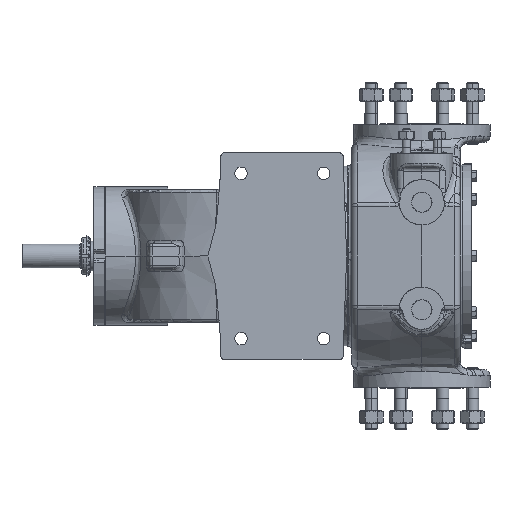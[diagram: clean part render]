
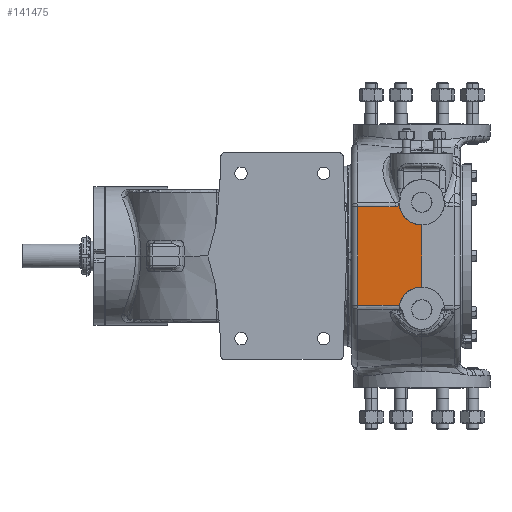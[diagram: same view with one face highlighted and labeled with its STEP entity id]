
A CAD part, front view. The second image highlights one B-rep face of the part: STEP entity #141475.
In plain terms, the highlighted planar face has unit normal (-0.035, -0.999, 0).
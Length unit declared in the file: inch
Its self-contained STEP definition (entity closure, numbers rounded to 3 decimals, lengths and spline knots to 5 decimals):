
#5682 = B_SPLINE_CURVE_WITH_KNOTS ( 'NONE', 3,
 ( #75115, #74438, #107532, #10844 ),
 .UNSPECIFIED., .F., .F.,
 ( 4, 4 ),
 ( 0., 0.05756 ),
 .UNSPECIFIED. ) ;
#9655 = DIRECTION ( 'NONE',  ( 0., 0., -1. ) ) ;
#9759 = ORIENTED_EDGE ( 'NONE', *, *, #125592, .T. ) ;
#9911 = VERTEX_POINT ( 'NONE', #167976 ) ;
#10147 = FACE_OUTER_BOUND ( 'NONE', #172913, .T. ) ;
#10615 = CARTESIAN_POINT ( 'NONE',  ( 3.14305, -6.10103, -2.99414 ) ) ;
#10844 = CARTESIAN_POINT ( 'NONE',  ( 0.61674, -6.01281, 2.9719 ) ) ;
#12635 = CARTESIAN_POINT ( 'NONE',  ( 3.13578, -6.10077, 3.063 ) ) ;
#13353 = CARTESIAN_POINT ( 'NONE',  ( 2.99246, -6.09577, 3.00366 ) ) ;
#15536 = DIRECTION ( 'NONE',  ( 0.035, 0.999, 0. ) ) ;
#20452 = CARTESIAN_POINT ( 'NONE',  ( 3.13518, -6.10075, -2.99401 ) ) ;
#22284 = VERTEX_POINT ( 'NONE', #112287 ) ;
#23300 = CARTESIAN_POINT ( 'NONE',  ( 3.23382, -6.1042, 2.34881 ) ) ;
#25615 =( BOUNDED_CURVE ( )  B_SPLINE_CURVE ( 3, ( #27084, #123749, #156279, #59543 ),
 .UNSPECIFIED., .F., .F. ) 
 B_SPLINE_CURVE_WITH_KNOTS ( ( 4, 4 ),
 ( 4.71239, 6.09614 ),
 .UNSPECIFIED. ) 
 CURVE ( )  GEOMETRIC_REPRESENTATION_ITEM ( )  RATIONAL_B_SPLINE_CURVE ( ( 1., 0.847, 0.847, 1. ) ) 
 REPRESENTATION_ITEM ( '' )  );
#27084 = CARTESIAN_POINT ( 'NONE',  ( 4.498, -6.14834, -1.875 ) ) ;
#28877 = CARTESIAN_POINT ( 'NONE',  ( 3.09815, -6.09946, 3.03844 ) ) ;
#29573 = CARTESIAN_POINT ( 'NONE',  ( 2.95939, -6.09461, 2.99762 ) ) ;
#34023 = VECTOR ( 'NONE', #9655, 39.37008 ) ;
#36006 = CARTESIAN_POINT ( 'NONE',  ( 1.45622, -6.04212, -2.97929 ) ) ;
#36753 = ORIENTED_EDGE ( 'NONE', *, *, #66304, .F. ) ;
#37379 =( BOUNDED_CURVE ( )  B_SPLINE_CURVE ( 3, ( #88261, #23300, #153184, #56396 ),
 .UNSPECIFIED., .F., .F. ) 
 B_SPLINE_CURVE_WITH_KNOTS ( ( 4, 4 ),
 ( 0.13643, 1.5708 ),
 .UNSPECIFIED. ) 
 CURVE ( )  GEOMETRIC_REPRESENTATION_ITEM ( )  RATIONAL_B_SPLINE_CURVE ( ( 1., 0.836, 0.836, 1. ) ) 
 REPRESENTATION_ITEM ( '' )  );
#43771 = DIRECTION ( 'NONE',  ( 0., 0., -1. ) ) ;
#45820 = CARTESIAN_POINT ( 'NONE',  ( 2.90376, -6.09267, 2.99198 ) ) ;
#47072 = VERTEX_POINT ( 'NONE', #150731 ) ;
#56396 = CARTESIAN_POINT ( 'NONE',  ( 4.498, -6.14834, 1.875 ) ) ;
#58285 = ORIENTED_EDGE ( 'NONE', *, *, #136776, .T. ) ;
#58707 = B_SPLINE_CURVE_WITH_KNOTS ( 'NONE', 3,
 ( #171648, #204092, #10615, #123529 ),
 .UNSPECIFIED., .F., .F.,
 ( 4, 4 ),
 ( 0., 0.0003 ),
 .UNSPECIFIED. ) ;
#59543 = CARTESIAN_POINT ( 'NONE',  ( 3.14698, -6.10116, -2.99431 ) ) ;
#60949 = VERTEX_POINT ( 'NONE', #83591 ) ;
#63531 = CARTESIAN_POINT ( 'NONE',  ( 0.25, -6., -5. ) ) ;
#66304 = EDGE_CURVE ( 'NONE', #22284, #47072, #37379, .T. ) ;
#72746 = EDGE_CURVE ( 'NONE', #151756, #9911, #25615, .T. ) ;
#73106 = CARTESIAN_POINT ( 'NONE',  ( 0.61674, -6.01281, -2.9719 ) ) ;
#74438 = CARTESIAN_POINT ( 'NONE',  ( 2.12643, -6.06553, 2.98518 ) ) ;
#74904 = VECTOR ( 'NONE', #43771, 39.37008 ) ;
#75115 = CARTESIAN_POINT ( 'NONE',  ( 2.88128, -6.09189, 2.99179 ) ) ;
#83591 = CARTESIAN_POINT ( 'NONE',  ( 2.88128, -6.09189, 2.99179 ) ) ;
#83867 = VERTEX_POINT ( 'NONE', #73106 ) ;
#84067 = VERTEX_POINT ( 'NONE', #144235 ) ;
#85029 = EDGE_CURVE ( 'NONE', #84067, #9911, #58707, .T. ) ;
#88261 = CARTESIAN_POINT ( 'NONE',  ( 3.13578, -6.10077, 3.063 ) ) ;
#90764 = ORIENTED_EDGE ( 'NONE', *, *, #93346, .T. ) ;
#93346 = EDGE_CURVE ( 'NONE', #83867, #84067, #153387, .T. ) ;
#100604 = ORIENTED_EDGE ( 'NONE', *, *, #135702, .F. ) ;
#103161 = VERTEX_POINT ( 'NONE', #177848 ) ;
#105773 = CARTESIAN_POINT ( 'NONE',  ( 4.498, -6.14834, -1.875 ) ) ;
#107532 = CARTESIAN_POINT ( 'NONE',  ( 1.37158, -6.03917, 2.97855 ) ) ;
#110033 = CARTESIAN_POINT ( 'NONE',  ( 3.00346, -6.09615, 3.00619 ) ) ;
#112287 = CARTESIAN_POINT ( 'NONE',  ( 3.13578, -6.10077, 3.063 ) ) ;
#117156 = CARTESIAN_POINT ( 'NONE',  ( 2.2957, -6.07144, -2.98666 ) ) ;
#117816 = LINE ( 'NONE', #188623, #74904 ) ;
#118552 = AXIS2_PLACEMENT_3D ( 'NONE', #63531, #15536, #128458 ) ;
#121772 = B_SPLINE_CURVE_WITH_KNOTS ( 'NONE', 3,
 ( #12635, #28877, #206855, #110033, #13353, #126277, #29573, #142496, #45820, #158805 ),
 .UNSPECIFIED., .F., .F.,
 ( 4, 2, 2, 2, 4 ),
 ( 0.00024, 0.00362, 0.00446, 0.00531, 0.007 ),
 .UNSPECIFIED. ) ;
#123529 = CARTESIAN_POINT ( 'NONE',  ( 3.14698, -6.10116, -2.99431 ) ) ;
#123749 = CARTESIAN_POINT ( 'NONE',  ( 3.8073, -6.12422, -1.875 ) ) ;
#125592 = EDGE_CURVE ( 'NONE', #60949, #103161, #5682, .T. ) ;
#126277 = CARTESIAN_POINT ( 'NONE',  ( 2.97044, -6.095, 2.99938 ) ) ;
#128458 = DIRECTION ( 'NONE',  ( -0.999, 0.035, 0. ) ) ;
#135702 = EDGE_CURVE ( 'NONE', #47072, #151756, #205856, .T. ) ;
#136776 = EDGE_CURVE ( 'NONE', #22284, #60949, #121772, .T. ) ;
#141475 = ADVANCED_FACE ( 'NONE', ( #10147 ), #192853, .F. ) ;
#142496 = CARTESIAN_POINT ( 'NONE',  ( 2.92611, -6.09345, 2.99339 ) ) ;
#144235 = CARTESIAN_POINT ( 'NONE',  ( 3.13518, -6.10075, -2.99401 ) ) ;
#150731 = CARTESIAN_POINT ( 'NONE',  ( 4.498, -6.14834, 1.875 ) ) ;
#151756 = VERTEX_POINT ( 'NONE', #105773 ) ;
#153184 = CARTESIAN_POINT ( 'NONE',  ( 3.77712, -6.12317, 1.875 ) ) ;
#153387 = B_SPLINE_CURVE_WITH_KNOTS ( 'NONE', 3,
 ( #161754, #36006, #117156, #20452 ),
 .UNSPECIFIED., .F., .F.,
 ( 4, 4 ),
 ( 0.00932, 0.07333 ),
 .UNSPECIFIED. ) ;
#155117 = CARTESIAN_POINT ( 'NONE',  ( 4.498, -6.14834, -5. ) ) ;
#156279 = CARTESIAN_POINT ( 'NONE',  ( 3.27542, -6.10565, -2.31565 ) ) ;
#157537 = EDGE_CURVE ( 'NONE', #103161, #83867, #117816, .T. ) ;
#158805 = CARTESIAN_POINT ( 'NONE',  ( 2.88128, -6.09189, 2.99179 ) ) ;
#161754 = CARTESIAN_POINT ( 'NONE',  ( 0.61674, -6.01281, -2.9719 ) ) ;
#167440 = ORIENTED_EDGE ( 'NONE', *, *, #157537, .T. ) ;
#167824 = ORIENTED_EDGE ( 'NONE', *, *, #72746, .F. ) ;
#167976 = CARTESIAN_POINT ( 'NONE',  ( 3.14698, -6.10116, -2.99431 ) ) ;
#171648 = CARTESIAN_POINT ( 'NONE',  ( 3.13518, -6.10075, -2.99401 ) ) ;
#172913 = EDGE_LOOP ( 'NONE', ( #167824, #100604, #36753, #58285, #9759, #167440, #90764, #175287 ) ) ;
#175287 = ORIENTED_EDGE ( 'NONE', *, *, #85029, .T. ) ;
#177848 = CARTESIAN_POINT ( 'NONE',  ( 0.61674, -6.01281, 2.9719 ) ) ;
#188623 = CARTESIAN_POINT ( 'NONE',  ( 0.61674, -6.01281, -5. ) ) ;
#192853 = PLANE ( 'NONE',  #118552 ) ;
#204092 = CARTESIAN_POINT ( 'NONE',  ( 3.13911, -6.10089, -2.99404 ) ) ;
#205856 = LINE ( 'NONE', #155117, #34023 ) ;
#206855 = CARTESIAN_POINT ( 'NONE',  ( 3.05753, -6.09804, 3.02076 ) ) ;
